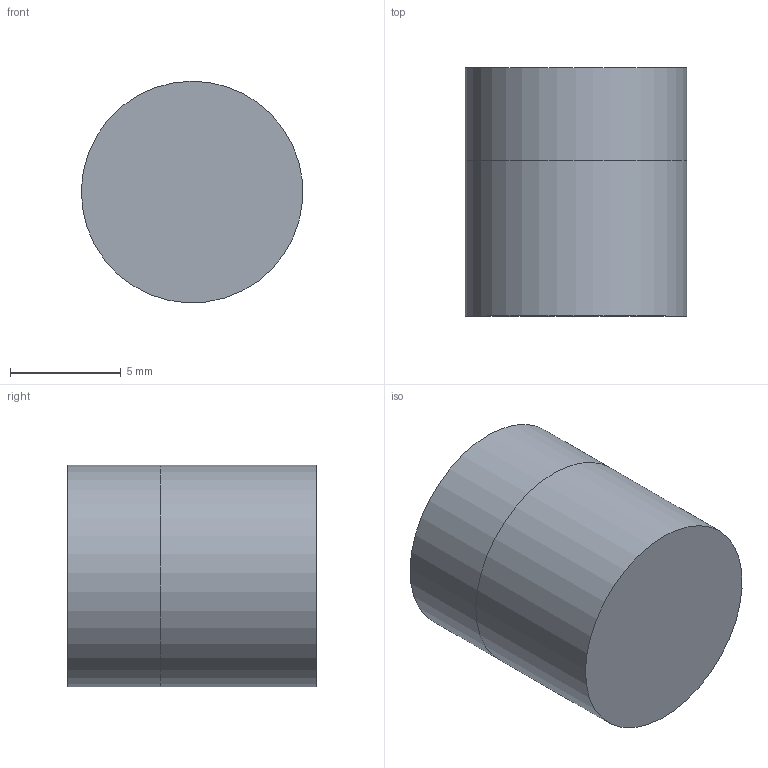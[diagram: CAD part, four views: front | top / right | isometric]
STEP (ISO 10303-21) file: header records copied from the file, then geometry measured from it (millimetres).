
FILE_DESCRIPTION(/* description */ (''),/* implementation_level */ '2;1');
FILE_NAME(/* name */ 'KitBearingPress.ipt.step',/* time_stamp */ '2021-01-27T00:08:59-05:00',/* author */ ('Phil'),/* organization */ (''),/* preprocessor_version */ 'ST-DEVELOPER v18.1',/* originating_system */ 'Autodesk Inventor 2020',/* authorisation */ '');
FILE_SCHEMA (('AUTOMOTIVE_DESIGN { 1 0 10303 214 3 1 1 }'));
Length unit declared in the file: millimetre
Products named in the file (1): KitBearingPress
Bounding box: 9.98 x 11.2 x 9.99 mm (x, y, z)
Volume: 750 mm3; surface area: 769.8 mm2
Topology: 2 solids, 2 shells, 12 faces, 19 edges, 14 vertices
Faces by surface type: plane 7, cylinder 5
Full cylindrical faces by diameter (mm): 3.5 x2, 6.3 x1, 10 x2
Entity records: 329 total; most frequent: DIRECTION 59, CARTESIAN_POINT 46, ORIENTED_EDGE 38, AXIS2_PLACEMENT_3D 27, EDGE_CURVE 19, EDGE_LOOP 15, CIRCLE 14, VERTEX_POINT 14
